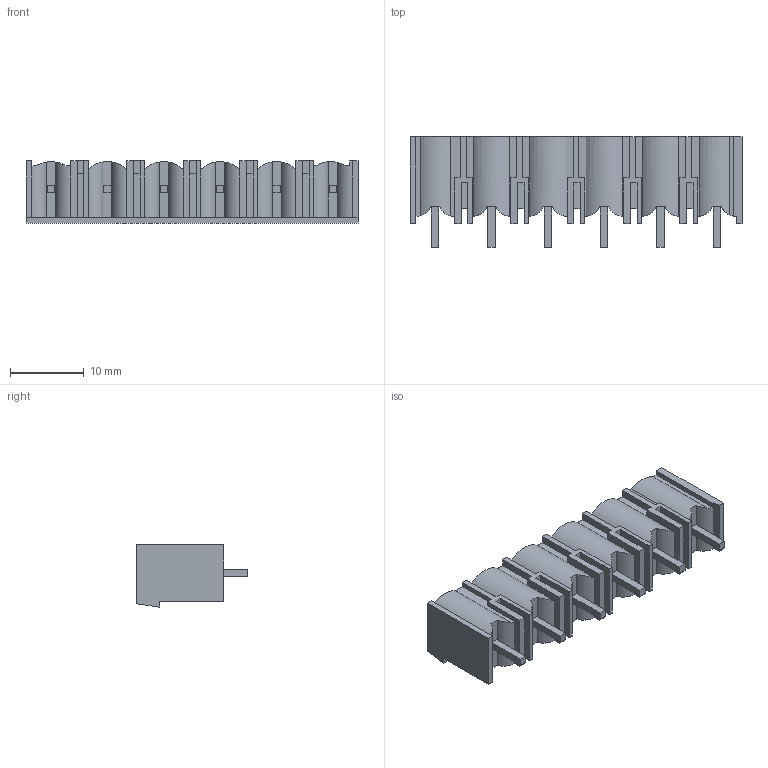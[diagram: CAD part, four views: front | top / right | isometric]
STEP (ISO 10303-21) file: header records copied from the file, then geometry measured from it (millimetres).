
FILE_DESCRIPTION(('CATIA V5 STEP Exchange','CAx-IF Rec.Pracs.--- Model Styling and Organization---1.2---2011-12-15'),'2;1');
FILE_NAME ('D1447748_1_1048910000_1048910000.stp','2017-07-06T10:47:47+00:00',('none'),('Weidmueller'),'CATIA Version 5-6 Release 2014','CATIA V5 STEP AP214','none');
FILE_SCHEMA(('AUTOMOTIVE_DESIGN { 1 0 10303 214 1 1 1 1 }'));
Length unit declared in the file: millimetre
Products named in the file (1): 1048910000
Bounding box: 44.9 x 14.95 x 8.4 mm (x, y, z)
Volume: 1620.9 mm3; surface area: 4059.4 mm2
Topology: 7 solids, 7 shells, 320 faces, 971 edges, 665 vertices
Faces by surface type: plane 276, cylinder 44
Entity records: 10621 total; most frequent: CARTESIAN_POINT 2201, ORIENTED_EDGE 1942, DIRECTION 1405, EDGE_CURVE 971, VECTOR 870, LINE 870, VERTEX_POINT 665, EDGE_LOOP 344
